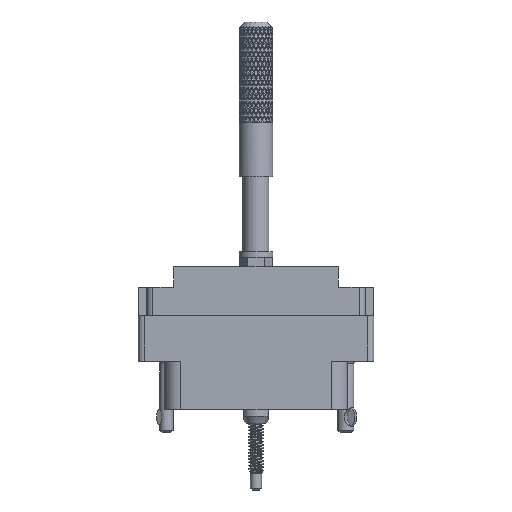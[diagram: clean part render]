
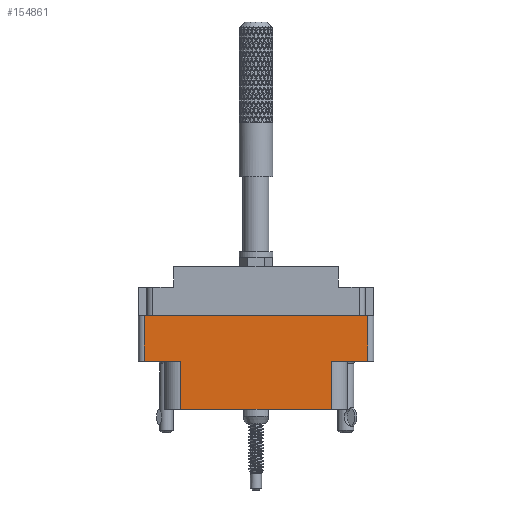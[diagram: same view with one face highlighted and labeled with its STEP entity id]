
A CAD part, front view. The second image highlights one B-rep face of the part: STEP entity #154861.
In plain terms, the highlighted planar face has unit normal (0, -1, 0).
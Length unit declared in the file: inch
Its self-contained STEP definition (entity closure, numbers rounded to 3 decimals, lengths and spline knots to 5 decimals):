
#6485 = CARTESIAN_POINT ( 'NONE',  ( -0.624, -0.343, -0.798 ) ) ;
#8671 = LINE ( 'NONE', #104880, #102283 ) ;
#8672 = ORIENTED_EDGE ( 'NONE', *, *, #59661, .F. ) ;
#9201 = VECTOR ( 'NONE', #79401, 39.37008 ) ;
#9992 = LINE ( 'NONE', #77395, #68549 ) ;
#10334 = PLANE ( 'NONE',  #55707 ) ;
#20796 = LINE ( 'NONE', #114812, #62814 ) ;
#21839 = EDGE_CURVE ( 'NONE', #100574, #33800, #174153, .T. ) ;
#26415 = VERTEX_POINT ( 'NONE', #159440 ) ;
#29607 = EDGE_CURVE ( 'NONE', #108590, #45700, #76918, .T. ) ;
#30686 = CARTESIAN_POINT ( 'NONE',  ( 0., -0.343, -0.529 ) ) ;
#33800 = VERTEX_POINT ( 'NONE', #154667 ) ;
#36107 = CARTESIAN_POINT ( 'NONE',  ( -0.42052, -0.343, -0.529 ) ) ;
#38386 = EDGE_CURVE ( 'NONE', #26415, #71610, #68490, .T. ) ;
#41871 = EDGE_CURVE ( 'NONE', #26415, #115087, #9992, .T. ) ;
#45700 = VERTEX_POINT ( 'NONE', #146394 ) ;
#55707 = AXIS2_PLACEMENT_3D ( 'NONE', #114361, #161350, #72448 ) ;
#57011 = CARTESIAN_POINT ( 'NONE',  ( 0.42052, -0.343, -0.529 ) ) ;
#59661 = EDGE_CURVE ( 'NONE', #100574, #115087, #143584, .T. ) ;
#59773 = VECTOR ( 'NONE', #64652, 39.37008 ) ;
#61938 = FACE_OUTER_BOUND ( 'NONE', #159582, .T. ) ;
#62535 = ORIENTED_EDGE ( 'NONE', *, *, #146623, .T. ) ;
#62747 = ORIENTED_EDGE ( 'NONE', *, *, #41871, .T. ) ;
#62814 = VECTOR ( 'NONE', #144815, 39.37008 ) ;
#64652 = DIRECTION ( 'NONE',  ( 0., 0., -1. ) ) ;
#68490 = LINE ( 'NONE', #30686, #77873 ) ;
#68549 = VECTOR ( 'NONE', #78042, 39.37008 ) ;
#71610 = VERTEX_POINT ( 'NONE', #57011 ) ;
#72448 = DIRECTION ( 'NONE',  ( 0., 0., -1. ) ) ;
#76749 = ORIENTED_EDGE ( 'NONE', *, *, #114968, .T. ) ;
#76918 = LINE ( 'NONE', #117549, #100348 ) ;
#77395 = CARTESIAN_POINT ( 'NONE',  ( 0.624, -0.343, -0.798 ) ) ;
#77873 = VECTOR ( 'NONE', #194145, 39.37008 ) ;
#78042 = DIRECTION ( 'NONE',  ( 0., 0., 1. ) ) ;
#79401 = DIRECTION ( 'NONE',  ( 0., 0., 1. ) ) ;
#84992 = VECTOR ( 'NONE', #117447, 39.37008 ) ;
#98117 = LINE ( 'NONE', #185311, #9201 ) ;
#100348 = VECTOR ( 'NONE', #177009, 39.37008 ) ;
#100574 = VERTEX_POINT ( 'NONE', #131334 ) ;
#102283 = VECTOR ( 'NONE', #151240, 39.37008 ) ;
#104880 = CARTESIAN_POINT ( 'NONE',  ( -0.656, -0.343, -0.798 ) ) ;
#105593 = VERTEX_POINT ( 'NONE', #166213 ) ;
#108590 = VERTEX_POINT ( 'NONE', #36107 ) ;
#108969 = ORIENTED_EDGE ( 'NONE', *, *, #29607, .T. ) ;
#114361 = CARTESIAN_POINT ( 'NONE',  ( -0.656, -0.343, -0.798 ) ) ;
#114812 = CARTESIAN_POINT ( 'NONE',  ( 0., -0.343, -0.529 ) ) ;
#114968 = EDGE_CURVE ( 'NONE', #105593, #71610, #98117, .T. ) ;
#115087 = VERTEX_POINT ( 'NONE', #176693 ) ;
#117447 = DIRECTION ( 'NONE',  ( 1., 0., 0. ) ) ;
#117549 = CARTESIAN_POINT ( 'NONE',  ( -0.42052, -0.343, -0.798 ) ) ;
#118160 = ORIENTED_EDGE ( 'NONE', *, *, #21839, .T. ) ;
#131334 = CARTESIAN_POINT ( 'NONE',  ( -0.624, -0.343, -0.274 ) ) ;
#142202 = ORIENTED_EDGE ( 'NONE', *, *, #38386, .F. ) ;
#143584 = LINE ( 'NONE', #148760, #84992 ) ;
#144617 = ORIENTED_EDGE ( 'NONE', *, *, #151881, .T. ) ;
#144815 = DIRECTION ( 'NONE',  ( 1., 0., 0. ) ) ;
#146394 = CARTESIAN_POINT ( 'NONE',  ( -0.42052, -0.343, -0.798 ) ) ;
#146623 = EDGE_CURVE ( 'NONE', #33800, #108590, #20796, .T. ) ;
#148760 = CARTESIAN_POINT ( 'NONE',  ( 0., -0.343, -0.274 ) ) ;
#151240 = DIRECTION ( 'NONE',  ( 1., 0., 0. ) ) ;
#151881 = EDGE_CURVE ( 'NONE', #45700, #105593, #8671, .T. ) ;
#154667 = CARTESIAN_POINT ( 'NONE',  ( -0.624, -0.343, -0.529 ) ) ;
#154861 = ADVANCED_FACE ( 'NONE', ( #61938 ), #10334, .T. ) ;
#159440 = CARTESIAN_POINT ( 'NONE',  ( 0.624, -0.343, -0.529 ) ) ;
#159582 = EDGE_LOOP ( 'NONE', ( #8672, #118160, #62535, #108969, #144617, #76749, #142202, #62747 ) ) ;
#161350 = DIRECTION ( 'NONE',  ( 0., -1., 0. ) ) ;
#166213 = CARTESIAN_POINT ( 'NONE',  ( 0.42052, -0.343, -0.798 ) ) ;
#174153 = LINE ( 'NONE', #6485, #59773 ) ;
#176693 = CARTESIAN_POINT ( 'NONE',  ( 0.624, -0.343, -0.274 ) ) ;
#177009 = DIRECTION ( 'NONE',  ( 0., 0., -1. ) ) ;
#185311 = CARTESIAN_POINT ( 'NONE',  ( 0.42052, -0.343, -0.529 ) ) ;
#194145 = DIRECTION ( 'NONE',  ( -1., 0., 0. ) ) ;
